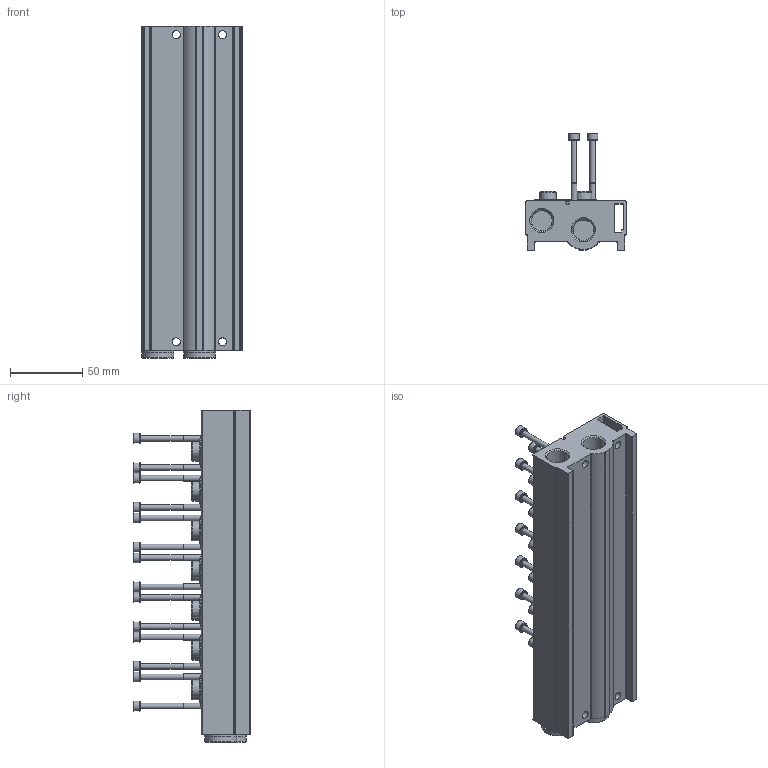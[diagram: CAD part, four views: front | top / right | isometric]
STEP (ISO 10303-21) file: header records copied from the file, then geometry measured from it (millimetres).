
FILE_DESCRIPTION(/* description */ ('STEP AP214'),/* implementation_level */ '2;1');
FILE_NAME(/* name */ '8026302_VABM-B10-25S-G38-7-P3',/* time_stamp */ '2024-09-15T22:29:16+02:00',/* author */ ('License CC BY-ND 4.0'),/* organization */ ('CADENAS'),/* preprocessor_version */ 'ST-DEVELOPER v19.3',/* originating_system */ 'PARTsolutions',/* authorisation */ ' ');
FILE_SCHEMA (('AUTOMOTIVE_DESIGN {1 0 10303 214 3 1 1}'));
Length unit declared in the file: millimetre
Products named in the file (5): 8026302 VABM-B10-25S-G38-7-P3; 8026302 VABM-B10-25S-G38-7-P3---(M); 1841565 VUVS-G14-2---(S); 2833735 F-M4x50-10.9; 3570 B-3/8---(Plug)
Assembly tree (24 placements, depth 2):
  8026302 VABM-B10-25S-G38-7-P3
    8026302 VABM-B10-25S-G38-7-P3---(M)
    1841565 VUVS-G14-2---(S)  x7
    2833735 F-M4x50-10.9  x14
    3570 B-3/8---(Plug)  x2
Bounding box: 70.25 x 80.8 x 229.7 mm (x, y, z)
Volume: 382926.3 mm3; surface area: 122343.2 mm2
Topology: 24 solids, 24 shells, 1070 faces, 2633 edges, 1681 vertices
Faces by surface type: plane 504, cylinder 338, cone 184, torus 44
Full cylindrical faces by diameter (mm): 3.242 x15, 3.5 x1, 3.9 x14, 4 x14, 5.5 x4, 7 x28, 8.6 x14, 11.6 x14, 14.3 x2, 14.6 x14, 14.95 x4, 16.662 x2, 19.8 x2, 22 x4
Entity records: 8494 total; most frequent: CARTESIAN_POINT 1643, DIRECTION 1457, ORIENTED_EDGE 1162, AXIS2_PLACEMENT_3D 588, EDGE_CURVE 581, FACE_BOUND 483, EDGE_LOOP 467, VERTEX_POINT 448
